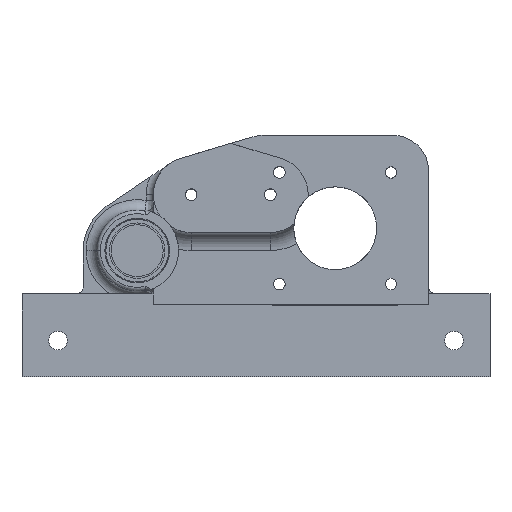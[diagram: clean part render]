
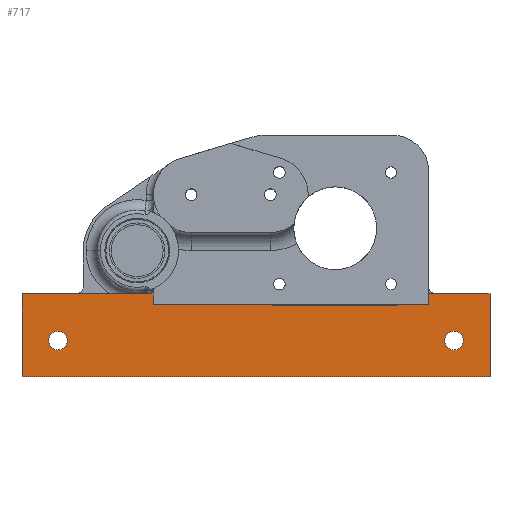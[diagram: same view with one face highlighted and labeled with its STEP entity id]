
A CAD part, top view. The second image highlights one B-rep face of the part: STEP entity #717.
In plain terms, the highlighted planar face has unit normal (0, 0, 1).
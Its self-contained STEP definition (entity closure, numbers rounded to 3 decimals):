
#27 = VERTEX_POINT ( 'NONE', #2962 ) ;
#29 = ORIENTED_EDGE ( 'NONE', *, *, #3277, .F. ) ;
#79 = VERTEX_POINT ( 'NONE', #1150 ) ;
#143 = EDGE_CURVE ( 'NONE', #1237, #79, #2091, .T. ) ;
#164 = CIRCLE ( 'NONE', #990, 2.6 ) ;
#192 = CIRCLE ( 'NONE', #2435, 2. ) ;
#198 = EDGE_LOOP ( 'NONE', ( #1490, #2997, #1072, #2115, #3384, #2968, #2739, #861, #2938, #1625, #3299, #1879, #2793 ) ) ;
#228 = CARTESIAN_POINT ( 'NONE',  ( 4.5, -15., 23. ) ) ;
#247 = LINE ( 'NONE', #3852, #4248 ) ;
#256 = EDGE_CURVE ( 'NONE', #27, #1702, #2828, .T. ) ;
#259 = VECTOR ( 'NONE', #1362, 1000. ) ;
#288 = DIRECTION ( 'NONE',  ( -1., 0., 0. ) ) ;
#297 = VECTOR ( 'NONE', #2366, 1000. ) ;
#346 = CIRCLE ( 'NONE', #757, 2.6 ) ;
#423 = CARTESIAN_POINT ( 'NONE',  ( -19.4, -25., 23. ) ) ;
#424 = VERTEX_POINT ( 'NONE', #4331 ) ;
#445 = DIRECTION ( 'NONE',  ( -1., 0., 0. ) ) ;
#452 = EDGE_CURVE ( 'NONE', #1007, #1237, #633, .T. ) ;
#473 = FACE_OUTER_BOUND ( 'NONE', #198, .T. ) ;
#622 = DIRECTION ( 'NONE',  ( 1., 0., 0. ) ) ;
#628 = CARTESIAN_POINT ( 'NONE',  ( 90.6, -25., 23. ) ) ;
#633 = LINE ( 'NONE', #2136, #259 ) ;
#647 = EDGE_CURVE ( 'NONE', #3455, #3015, #1117, .T. ) ;
#653 = DIRECTION ( 'NONE',  ( 0., 0., 1. ) ) ;
#709 = DIRECTION ( 'NONE',  ( 0., 1., 0. ) ) ;
#717 = ADVANCED_FACE ( 'NONE', ( #473, #1968, #2262 ), #1056, .T. ) ;
#757 = AXIS2_PLACEMENT_3D ( 'NONE', #3185, #1700, #1016 ) ;
#787 = EDGE_CURVE ( 'NONE', #3876, #2670, #1060, .T. ) ;
#820 = LINE ( 'NONE', #1896, #1878 ) ;
#859 = VERTEX_POINT ( 'NONE', #423 ) ;
#861 = ORIENTED_EDGE ( 'NONE', *, *, #2795, .T. ) ;
#906 = DIRECTION ( 'NONE',  ( 0., -1., 0. ) ) ;
#913 = CARTESIAN_POINT ( 'NONE',  ( -32., -15., 23. ) ) ;
#926 = VECTOR ( 'NONE', #3081, 1000. ) ;
#974 = VERTEX_POINT ( 'NONE', #980 ) ;
#980 = CARTESIAN_POINT ( 'NONE',  ( 85.4, -25., 23. ) ) ;
#990 = AXIS2_PLACEMENT_3D ( 'NONE', #4284, #2815, #3576 ) ;
#1007 = VERTEX_POINT ( 'NONE', #1645 ) ;
#1016 = DIRECTION ( 'NONE',  ( -1., 0., 0. ) ) ;
#1056 = PLANE ( 'NONE',  #3873 ) ;
#1060 = LINE ( 'NONE', #3327, #2143 ) ;
#1072 = ORIENTED_EDGE ( 'NONE', *, *, #2093, .F. ) ;
#1117 = LINE ( 'NONE', #4254, #4086 ) ;
#1119 = DIRECTION ( 'NONE',  ( 1., 0., 0. ) ) ;
#1150 = CARTESIAN_POINT ( 'NONE',  ( 72.4, -15.2, 23. ) ) ;
#1228 = CARTESIAN_POINT ( 'NONE',  ( 4.5, -12.961, 23. ) ) ;
#1237 = VERTEX_POINT ( 'NONE', #1905 ) ;
#1239 = CARTESIAN_POINT ( 'NONE',  ( -32., -12., 23. ) ) ;
#1250 = VECTOR ( 'NONE', #4470, 1000. ) ;
#1252 = ORIENTED_EDGE ( 'NONE', *, *, #2844, .F. ) ;
#1263 = EDGE_LOOP ( 'NONE', ( #1252, #4218 ) ) ;
#1347 = EDGE_CURVE ( 'NONE', #3455, #3658, #192, .T. ) ;
#1355 = VERTEX_POINT ( 'NONE', #228 ) ;
#1362 = DIRECTION ( 'NONE',  ( 0.707, -0.707, 0. ) ) ;
#1490 = ORIENTED_EDGE ( 'NONE', *, *, #452, .F. ) ;
#1553 = DIRECTION ( 'NONE',  ( 1., 0., 0. ) ) ;
#1625 = ORIENTED_EDGE ( 'NONE', *, *, #4036, .F. ) ;
#1630 = CARTESIAN_POINT ( 'NONE',  ( -22., -25., 23. ) ) ;
#1645 = CARTESIAN_POINT ( 'NONE',  ( 37.4, -15., 23. ) ) ;
#1686 = VERTEX_POINT ( 'NONE', #4110 ) ;
#1700 = DIRECTION ( 'NONE',  ( 0., 0., 1. ) ) ;
#1702 = VERTEX_POINT ( 'NONE', #2277 ) ;
#1714 = DIRECTION ( 'NONE',  ( 1., 0., 0. ) ) ;
#1788 = DIRECTION ( 'NONE',  ( 0.707, 0.707, 0. ) ) ;
#1878 = VECTOR ( 'NONE', #1553, 1000. ) ;
#1879 = ORIENTED_EDGE ( 'NONE', *, *, #3960, .F. ) ;
#1896 = CARTESIAN_POINT ( 'NONE',  ( -32., -15., 23. ) ) ;
#1905 = CARTESIAN_POINT ( 'NONE',  ( 37.6, -15.2, 23. ) ) ;
#1932 = CARTESIAN_POINT ( 'NONE',  ( 98., -35., 23. ) ) ;
#1968 = FACE_BOUND ( 'NONE', #3958, .T. ) ;
#1970 = DIRECTION ( 'NONE',  ( 0., 0., -1. ) ) ;
#2091 = LINE ( 'NONE', #2299, #2776 ) ;
#2093 = EDGE_CURVE ( 'NONE', #3658, #1355, #247, .T. ) ;
#2115 = ORIENTED_EDGE ( 'NONE', *, *, #1347, .F. ) ;
#2136 = CARTESIAN_POINT ( 'NONE',  ( 11.2, 11.2, 23. ) ) ;
#2143 = VECTOR ( 'NONE', #1119, 1000. ) ;
#2175 = CARTESIAN_POINT ( 'NONE',  ( 4.254, -12., 23. ) ) ;
#2203 = AXIS2_PLACEMENT_3D ( 'NONE', #1630, #3841, #4202 ) ;
#2234 = LINE ( 'NONE', #3359, #1250 ) ;
#2242 = DIRECTION ( 'NONE',  ( 0., 0., 1. ) ) ;
#2243 = CIRCLE ( 'NONE', #2203, 2.6 ) ;
#2262 = FACE_BOUND ( 'NONE', #1263, .T. ) ;
#2277 = CARTESIAN_POINT ( 'NONE',  ( 81., -15., 23. ) ) ;
#2292 = CARTESIAN_POINT ( 'NONE',  ( 81., -10., 23. ) ) ;
#2299 = CARTESIAN_POINT ( 'NONE',  ( 0., -15.2, 23. ) ) ;
#2366 = DIRECTION ( 'NONE',  ( 0., 1., 0. ) ) ;
#2401 = CARTESIAN_POINT ( 'NONE',  ( 98., -35., 23. ) ) ;
#2435 = AXIS2_PLACEMENT_3D ( 'NONE', #2772, #1970, #4572 ) ;
#2670 = VERTEX_POINT ( 'NONE', #2401 ) ;
#2739 = ORIENTED_EDGE ( 'NONE', *, *, #787, .T. ) ;
#2772 = CARTESIAN_POINT ( 'NONE',  ( 2.5, -12.961, 23. ) ) ;
#2776 = VECTOR ( 'NONE', #3443, 1000. ) ;
#2793 = ORIENTED_EDGE ( 'NONE', *, *, #143, .F. ) ;
#2795 = EDGE_CURVE ( 'NONE', #2670, #424, #3950, .T. ) ;
#2815 = DIRECTION ( 'NONE',  ( 0., 0., 1. ) ) ;
#2828 = LINE ( 'NONE', #913, #3570 ) ;
#2844 = EDGE_CURVE ( 'NONE', #1686, #859, #2243, .T. ) ;
#2897 = ORIENTED_EDGE ( 'NONE', *, *, #3805, .F. ) ;
#2938 = ORIENTED_EDGE ( 'NONE', *, *, #3834, .T. ) ;
#2962 = CARTESIAN_POINT ( 'NONE',  ( 72.6, -15., 23. ) ) ;
#2968 = ORIENTED_EDGE ( 'NONE', *, *, #3899, .T. ) ;
#2996 = CARTESIAN_POINT ( 'NONE',  ( 81., -12., 23. ) ) ;
#2997 = ORIENTED_EDGE ( 'NONE', *, *, #3585, .F. ) ;
#3013 = CARTESIAN_POINT ( 'NONE',  ( 88., -25., 23. ) ) ;
#3015 = VERTEX_POINT ( 'NONE', #3388 ) ;
#3081 = DIRECTION ( 'NONE',  ( 0., -1., 0. ) ) ;
#3185 = CARTESIAN_POINT ( 'NONE',  ( 88., -25., 23. ) ) ;
#3203 = LINE ( 'NONE', #2292, #4390 ) ;
#3277 = EDGE_CURVE ( 'NONE', #4068, #974, #346, .T. ) ;
#3299 = ORIENTED_EDGE ( 'NONE', *, *, #256, .F. ) ;
#3321 = EDGE_CURVE ( 'NONE', #859, #1686, #164, .T. ) ;
#3327 = CARTESIAN_POINT ( 'NONE',  ( -32., -35., 23. ) ) ;
#3359 = CARTESIAN_POINT ( 'NONE',  ( 98., -12., 23. ) ) ;
#3384 = ORIENTED_EDGE ( 'NONE', *, *, #647, .T. ) ;
#3388 = CARTESIAN_POINT ( 'NONE',  ( -32., -12., 23. ) ) ;
#3421 = CARTESIAN_POINT ( 'NONE',  ( -32., -35., 23. ) ) ;
#3434 = VECTOR ( 'NONE', #1788, 1000. ) ;
#3443 = DIRECTION ( 'NONE',  ( 1., 0., 0. ) ) ;
#3455 = VERTEX_POINT ( 'NONE', #2175 ) ;
#3562 = CARTESIAN_POINT ( 'NONE',  ( 0., 0., 23. ) ) ;
#3570 = VECTOR ( 'NONE', #622, 1000. ) ;
#3576 = DIRECTION ( 'NONE',  ( 1., 0., 0. ) ) ;
#3584 = VERTEX_POINT ( 'NONE', #2996 ) ;
#3585 = EDGE_CURVE ( 'NONE', #1355, #1007, #820, .T. ) ;
#3658 = VERTEX_POINT ( 'NONE', #1228 ) ;
#3805 = EDGE_CURVE ( 'NONE', #974, #4068, #3836, .T. ) ;
#3834 = EDGE_CURVE ( 'NONE', #424, #3584, #2234, .T. ) ;
#3836 = CIRCLE ( 'NONE', #4617, 2.6 ) ;
#3841 = DIRECTION ( 'NONE',  ( 0., 0., 1. ) ) ;
#3852 = CARTESIAN_POINT ( 'NONE',  ( 4.5, -9.154, 23. ) ) ;
#3868 = CARTESIAN_POINT ( 'NONE',  ( 43.8, -43.8, 23. ) ) ;
#3873 = AXIS2_PLACEMENT_3D ( 'NONE', #3562, #653, #1714 ) ;
#3876 = VERTEX_POINT ( 'NONE', #3421 ) ;
#3899 = EDGE_CURVE ( 'NONE', #3015, #3876, #4055, .T. ) ;
#3943 = LINE ( 'NONE', #3868, #3434 ) ;
#3950 = LINE ( 'NONE', #1932, #297 ) ;
#3958 = EDGE_LOOP ( 'NONE', ( #2897, #29 ) ) ;
#3960 = EDGE_CURVE ( 'NONE', #79, #27, #3943, .T. ) ;
#4036 = EDGE_CURVE ( 'NONE', #1702, #3584, #3203, .T. ) ;
#4055 = LINE ( 'NONE', #1239, #926 ) ;
#4068 = VERTEX_POINT ( 'NONE', #628 ) ;
#4086 = VECTOR ( 'NONE', #288, 1000. ) ;
#4110 = CARTESIAN_POINT ( 'NONE',  ( -24.6, -25., 23. ) ) ;
#4202 = DIRECTION ( 'NONE',  ( 1., 0., 0. ) ) ;
#4218 = ORIENTED_EDGE ( 'NONE', *, *, #3321, .F. ) ;
#4248 = VECTOR ( 'NONE', #906, 1000. ) ;
#4254 = CARTESIAN_POINT ( 'NONE',  ( 98., -12., 23. ) ) ;
#4284 = CARTESIAN_POINT ( 'NONE',  ( -22., -25., 23. ) ) ;
#4331 = CARTESIAN_POINT ( 'NONE',  ( 98., -12., 23. ) ) ;
#4390 = VECTOR ( 'NONE', #709, 1000. ) ;
#4470 = DIRECTION ( 'NONE',  ( -1., 0., 0. ) ) ;
#4572 = DIRECTION ( 'NONE',  ( -1., 0., 0. ) ) ;
#4617 = AXIS2_PLACEMENT_3D ( 'NONE', #3013, #2242, #445 ) ;
